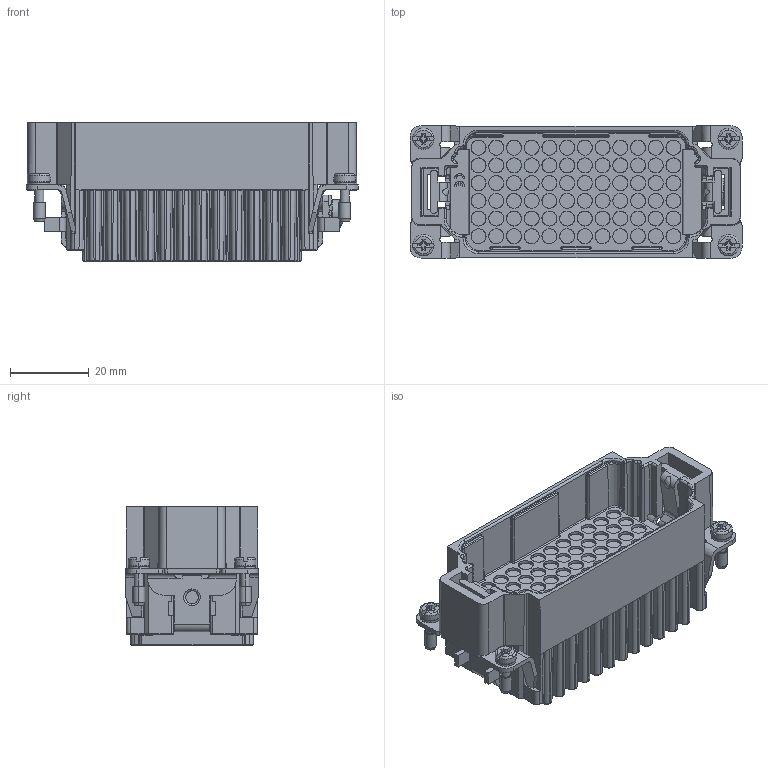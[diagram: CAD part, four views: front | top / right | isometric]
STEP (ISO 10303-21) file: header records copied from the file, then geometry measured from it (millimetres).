
FILE_DESCRIPTION (( 'STEP AP203' ), '1' );
FILE_NAME ('ZP-MC16B-1-MC072.STEP', '2023-07-06T16:16:38', ( '' ), ( '' ), 'SwSTEP 2.0', 'SolidWorks 2021', '' );
FILE_SCHEMA (( 'CONFIG_CONTROL_DESIGN' ));
Products named in the file (1): ZP-MC16B-1-MC072
Bounding box: 84.3 x 33.6 x 35.2 mm (x, y, z)
Volume: 44277.5 mm3; surface area: 22853.1 mm2
Topology: 1 solids, 2 shells, 2170 faces, 5238 edges, 3186 vertices
Faces by surface type: plane 737, cylinder 697, bspline 389, cone 343, torus 4
Entity records: 95648 total; most frequent: CARTESIAN_POINT 51433, ORIENTED_EDGE 10424, DIRECTION 6761, EDGE_CURVE 5212, VERTEX_POINT 3186, LINE 2365, VECTOR 2365, B_SPLINE_CURVE_WITH_KNOTS 2350
